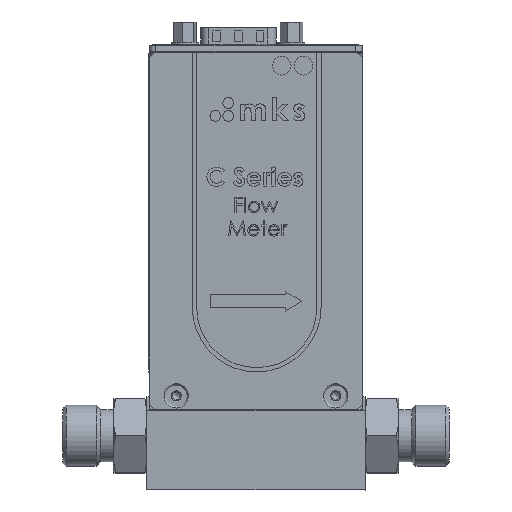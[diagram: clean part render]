
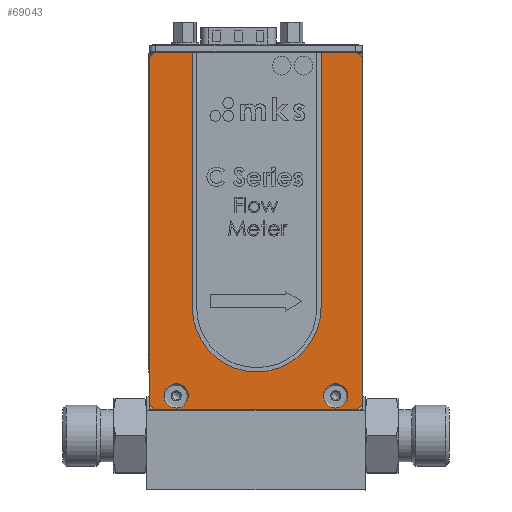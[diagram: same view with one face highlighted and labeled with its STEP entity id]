
A CAD part, top view. The second image highlights one B-rep face of the part: STEP entity #69043.
In plain terms, the highlighted planar face has unit normal (0, 0, 1).
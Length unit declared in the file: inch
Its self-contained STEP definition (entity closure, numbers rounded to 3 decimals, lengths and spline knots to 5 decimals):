
#696 = CARTESIAN_POINT ( 'NONE',  ( 1.61497, -0.181, 0.498 ) ) ;
#1827 = VECTOR ( 'NONE', #50144, 39.37008 ) ;
#2019 = DIRECTION ( 'NONE',  ( 0., -1., 0. ) ) ;
#3334 = ORIENTED_EDGE ( 'NONE', *, *, #40538, .F. ) ;
#3386 = VERTEX_POINT ( 'NONE', #64833 ) ;
#3859 = LINE ( 'NONE', #696, #81261 ) ;
#4173 = LINE ( 'NONE', #35071, #1827 ) ;
#5235 = EDGE_CURVE ( 'NONE', #72459, #91156, #76856, .T. ) ;
#5894 = DIRECTION ( 'NONE',  ( 0., 0., -1. ) ) ;
#5920 = EDGE_CURVE ( 'NONE', #91156, #3386, #3859, .T. ) ;
#5972 = CIRCLE ( 'NONE', #15053, 0.086 ) ;
#6261 = VERTEX_POINT ( 'NONE', #8118 ) ;
#8118 = CARTESIAN_POINT ( 'NONE',  ( 1.56497, 3.124, 0.498 ) ) ;
#8639 = ORIENTED_EDGE ( 'NONE', *, *, #36843, .T. ) ;
#9970 = CARTESIAN_POINT ( 'NONE',  ( -0.35503, -0.181, 0.498 ) ) ;
#10150 = VERTEX_POINT ( 'NONE', #95303 ) ;
#11809 = CARTESIAN_POINT ( 'NONE',  ( 0.00647, -0.055, 0.498 ) ) ;
#11888 = ORIENTED_EDGE ( 'NONE', *, *, #52468, .T. ) ;
#12399 = FACE_OUTER_BOUND ( 'NONE', #86479, .T. ) ;
#13097 = PLANE ( 'NONE',  #82729 ) ;
#13485 = DIRECTION ( 'NONE',  ( -0.707, 0.707, 0. ) ) ;
#13559 = LINE ( 'NONE', #88208, #31176 ) ;
#14742 = FACE_BOUND ( 'NONE', #93568, .T. ) ;
#15053 = AXIS2_PLACEMENT_3D ( 'NONE', #61408, #16478, #68944 ) ;
#15888 = LINE ( 'NONE', #42421, #35894 ) ;
#16478 = DIRECTION ( 'NONE',  ( 0., 0., 1. ) ) ;
#19627 = LINE ( 'NONE', #91818, #59525 ) ;
#19774 = VECTOR ( 'NONE', #77463, 39.37008 ) ;
#20812 = ORIENTED_EDGE ( 'NONE', *, *, #5235, .T. ) ;
#21721 = ORIENTED_EDGE ( 'NONE', *, *, #5920, .T. ) ;
#23077 = CARTESIAN_POINT ( 'NONE',  ( -0.30503, 3.124, 0.498 ) ) ;
#25041 = DIRECTION ( 'NONE',  ( 0., 0., 1. ) ) ;
#29863 = ORIENTED_EDGE ( 'NONE', *, *, #92861, .F. ) ;
#30115 = VERTEX_POINT ( 'NONE', #42992 ) ;
#30738 = CARTESIAN_POINT ( 'NONE',  ( -0.30503, 3.124, 0.498 ) ) ;
#30955 = DIRECTION ( 'NONE',  ( -0.707, -0.707, 0. ) ) ;
#31176 = VECTOR ( 'NONE', #13485, 39.37008 ) ;
#31430 = VERTEX_POINT ( 'NONE', #65167 ) ;
#32425 = AXIS2_PLACEMENT_3D ( 'NONE', #69935, #25041, #77434 ) ;
#33662 = EDGE_CURVE ( 'NONE', #92231, #94909, #15888, .T. ) ;
#33706 = EDGE_CURVE ( 'NONE', #3386, #6261, #13559, .T. ) ;
#35071 = CARTESIAN_POINT ( 'NONE',  ( -0.35503, 3.124, 0.498 ) ) ;
#35894 = VECTOR ( 'NONE', #87254, 39.37008 ) ;
#36843 = EDGE_CURVE ( 'NONE', #86757, #31430, #80758, .T. ) ;
#37935 = EDGE_CURVE ( 'NONE', #73559, #73559, #5972, .T. ) ;
#39885 = EDGE_LOOP ( 'NONE', ( #52833 ) ) ;
#40538 = EDGE_CURVE ( 'NONE', #91117, #91117, #75766, .T. ) ;
#40622 = CARTESIAN_POINT ( 'NONE',  ( 1.36997, -0.055, 0.498 ) ) ;
#42158 = LINE ( 'NONE', #9970, #19774 ) ;
#42346 = CARTESIAN_POINT ( 'NONE',  ( 1.56497, -0.181, 0.498 ) ) ;
#42421 = CARTESIAN_POINT ( 'NONE',  ( -0.35503, -0.131, 0.498 ) ) ;
#42992 = CARTESIAN_POINT ( 'NONE',  ( 1.48247, -0.055, 0.498 ) ) ;
#44769 = DIRECTION ( 'NONE',  ( 0., 0., 1. ) ) ;
#45674 = DIRECTION ( 'NONE',  ( 0., 1., 0. ) ) ;
#48169 = DIRECTION ( 'NONE',  ( 1., 0., 0. ) ) ;
#48943 = CARTESIAN_POINT ( 'NONE',  ( 1.61497, -0.131, 0.498 ) ) ;
#50144 = DIRECTION ( 'NONE',  ( -1., 0., 0. ) ) ;
#50834 = CARTESIAN_POINT ( 'NONE',  ( -0.35503, -0.181, 0.498 ) ) ;
#51280 = ORIENTED_EDGE ( 'NONE', *, *, #33662, .T. ) ;
#52329 = FACE_BOUND ( 'NONE', #92564, .T. ) ;
#52468 = EDGE_CURVE ( 'NONE', #94909, #72459, #42158, .T. ) ;
#52833 = ORIENTED_EDGE ( 'NONE', *, *, #37935, .F. ) ;
#55434 = ORIENTED_EDGE ( 'NONE', *, *, #88922, .T. ) ;
#56147 = ORIENTED_EDGE ( 'NONE', *, *, #33706, .T. ) ;
#57578 = ORIENTED_EDGE ( 'NONE', *, *, #97153, .T. ) ;
#58322 = DIRECTION ( 'NONE',  ( -1., 0., 0. ) ) ;
#59248 = VECTOR ( 'NONE', #66829, 39.37008 ) ;
#59525 = VECTOR ( 'NONE', #2019, 39.37008 ) ;
#59930 = CARTESIAN_POINT ( 'NONE',  ( -0.30503, -0.181, 0.498 ) ) ;
#61408 = CARTESIAN_POINT ( 'NONE',  ( 0.86997, 2.999, 0.498 ) ) ;
#64833 = CARTESIAN_POINT ( 'NONE',  ( 1.61497, 3.074, 0.498 ) ) ;
#65167 = CARTESIAN_POINT ( 'NONE',  ( -0.35503, 3.074, 0.498 ) ) ;
#66829 = DIRECTION ( 'NONE',  ( 0.707, 0.707, 0. ) ) ;
#67037 = CARTESIAN_POINT ( 'NONE',  ( 1.56497, -0.181, 0.498 ) ) ;
#68944 = DIRECTION ( 'NONE',  ( 1., 0., 0. ) ) ;
#69043 = ADVANCED_FACE ( 'NONE', ( #92155, #72253, #14742, #52329, #12399 ), #13097, .F. ) ;
#69935 = CARTESIAN_POINT ( 'NONE',  ( 1.06997, 2.999, 0.498 ) ) ;
#72253 = FACE_BOUND ( 'NONE', #39885, .T. ) ;
#72459 = VERTEX_POINT ( 'NONE', #42346 ) ;
#73559 = VERTEX_POINT ( 'NONE', #94039 ) ;
#75766 = CIRCLE ( 'NONE', #86160, 0.1125 ) ;
#76856 = LINE ( 'NONE', #67037, #59248 ) ;
#77237 = EDGE_LOOP ( 'NONE', ( #29863 ) ) ;
#77434 = DIRECTION ( 'NONE',  ( 1., 0., 0. ) ) ;
#77463 = DIRECTION ( 'NONE',  ( 1., 0., 0. ) ) ;
#78373 = VECTOR ( 'NONE', #30955, 39.37008 ) ;
#78699 = AXIS2_PLACEMENT_3D ( 'NONE', #40622, #92978, #48169 ) ;
#80026 = ORIENTED_EDGE ( 'NONE', *, *, #91610, .F. ) ;
#80725 = CARTESIAN_POINT ( 'NONE',  ( -0.35503, -0.131, 0.498 ) ) ;
#80758 = LINE ( 'NONE', #23077, #78373 ) ;
#81261 = VECTOR ( 'NONE', #45674, 39.37008 ) ;
#82729 = AXIS2_PLACEMENT_3D ( 'NONE', #50834, #5894, #58322 ) ;
#86160 = AXIS2_PLACEMENT_3D ( 'NONE', #89606, #44769, #97064 ) ;
#86479 = EDGE_LOOP ( 'NONE', ( #57578, #51280, #11888, #20812, #21721, #56147, #55434, #8639 ) ) ;
#86693 = CIRCLE ( 'NONE', #32425, 0.086 ) ;
#86757 = VERTEX_POINT ( 'NONE', #30738 ) ;
#86855 = CIRCLE ( 'NONE', #78699, 0.1125 ) ;
#87254 = DIRECTION ( 'NONE',  ( 0.707, -0.707, 0. ) ) ;
#88208 = CARTESIAN_POINT ( 'NONE',  ( 1.61497, 3.074, 0.498 ) ) ;
#88922 = EDGE_CURVE ( 'NONE', #6261, #86757, #4173, .T. ) ;
#89606 = CARTESIAN_POINT ( 'NONE',  ( -0.10603, -0.055, 0.498 ) ) ;
#91117 = VERTEX_POINT ( 'NONE', #11809 ) ;
#91156 = VERTEX_POINT ( 'NONE', #48943 ) ;
#91610 = EDGE_CURVE ( 'NONE', #30115, #30115, #86855, .T. ) ;
#91818 = CARTESIAN_POINT ( 'NONE',  ( -0.35503, -0.181, 0.498 ) ) ;
#92155 = FACE_BOUND ( 'NONE', #77237, .T. ) ;
#92231 = VERTEX_POINT ( 'NONE', #80725 ) ;
#92564 = EDGE_LOOP ( 'NONE', ( #80026 ) ) ;
#92861 = EDGE_CURVE ( 'NONE', #10150, #10150, #86693, .T. ) ;
#92978 = DIRECTION ( 'NONE',  ( 0., 0., 1. ) ) ;
#93568 = EDGE_LOOP ( 'NONE', ( #3334 ) ) ;
#94039 = CARTESIAN_POINT ( 'NONE',  ( 0.95597, 2.999, 0.498 ) ) ;
#94909 = VERTEX_POINT ( 'NONE', #59930 ) ;
#95303 = CARTESIAN_POINT ( 'NONE',  ( 1.15597, 2.999, 0.498 ) ) ;
#97064 = DIRECTION ( 'NONE',  ( 1., 0., 0. ) ) ;
#97153 = EDGE_CURVE ( 'NONE', #31430, #92231, #19627, .T. ) ;
